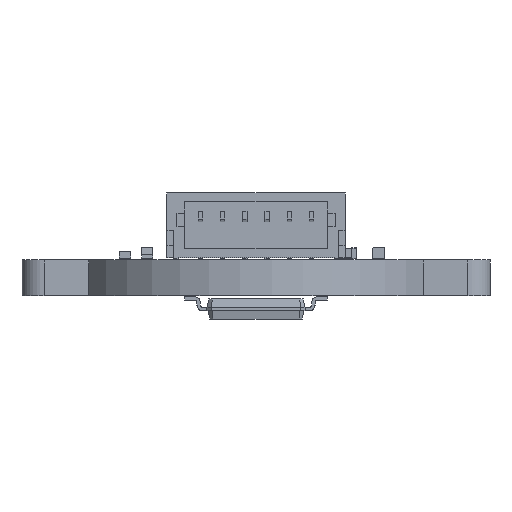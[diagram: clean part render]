
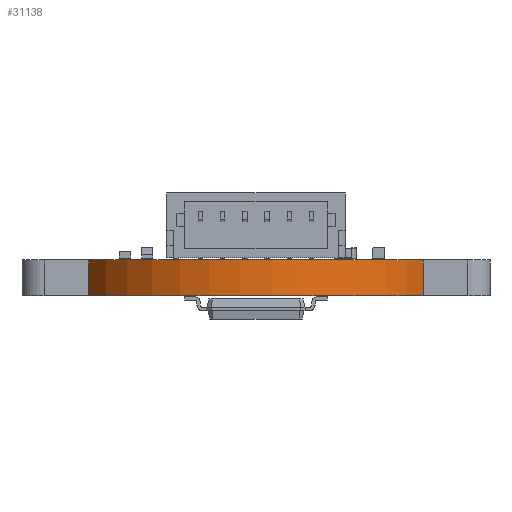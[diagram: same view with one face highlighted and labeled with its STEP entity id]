
A CAD part, front view. The second image highlights one B-rep face of the part: STEP entity #31138.
In plain terms, the highlighted cylindrical face has radius 8.5 mm (diameter 17 mm), a partial arc.
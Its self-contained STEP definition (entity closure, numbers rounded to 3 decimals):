
#29998 = PLANE('',#29999);
#29999 = AXIS2_PLACEMENT_3D('',#30000,#30001,#30002);
#30000 = CARTESIAN_POINT('',(0.,0.,1.6)
  );
#30001 = DIRECTION('',(-0.,-0.,-1.));
#30002 = DIRECTION('',(-1.,0.,0.));
#30052 = PLANE('',#30053);
#30053 = AXIS2_PLACEMENT_3D('',#30054,#30055,#30056);
#30054 = CARTESIAN_POINT('',(0.,0.,0.));
#30055 = DIRECTION('',(-0.,-0.,-1.));
#30056 = DIRECTION('',(-1.,0.,0.));
#30171 = PLANE('',#30172);
#30172 = AXIS2_PLACEMENT_3D('',#30173,#30174,#30175);
#30173 = CARTESIAN_POINT('',(9.5,-4.,0.));
#30174 = DIRECTION('',(0.,-1.,0.));
#30175 = DIRECTION('',(-1.,0.,0.));
#30242 = VERTEX_POINT('',#30243);
#30243 = CARTESIAN_POINT('',(7.5,-4.,0.));
#30264 = EDGE_CURVE('',#30265,#30242,#30267,.T.);
#30265 = VERTEX_POINT('',#30266);
#30266 = CARTESIAN_POINT('',(-7.5,-4.,0.));
#30267 = SURFACE_CURVE('',#30268,(#30273,#30284),.PCURVE_S1.);
#30268 = CIRCLE('',#30269,8.5);
#30269 = AXIS2_PLACEMENT_3D('',#30270,#30271,#30272);
#30270 = CARTESIAN_POINT('',(0.,0.,0.));
#30271 = DIRECTION('',(0.,0.,1.));
#30272 = DIRECTION('',(1.,0.,-0.));
#30273 = PCURVE('',#30052,#30274);
#30274 = DEFINITIONAL_REPRESENTATION('',(#30275),#30283);
#30275 = ( BOUNDED_CURVE() B_SPLINE_CURVE(2,(#30276,#30277,#30278,#30279
    ,#30280,#30281,#30282),.UNSPECIFIED.,.T.,.F.) 
B_SPLINE_CURVE_WITH_KNOTS((1,2,2,2,2,1),(-2.094,0.,
    2.094,4.189,6.283,8.378),
.UNSPECIFIED.) CURVE() GEOMETRIC_REPRESENTATION_ITEM() 
RATIONAL_B_SPLINE_CURVE((1.,0.5,1.,0.5,1.,0.5,1.)) REPRESENTATION_ITEM(
  '') );
#30276 = CARTESIAN_POINT('',(-8.5,0.));
#30277 = CARTESIAN_POINT('',(-8.5,14.722));
#30278 = CARTESIAN_POINT('',(4.25,7.361));
#30279 = CARTESIAN_POINT('',(17.,0.));
#30280 = CARTESIAN_POINT('',(4.25,-7.361));
#30281 = CARTESIAN_POINT('',(-8.5,-14.722));
#30282 = CARTESIAN_POINT('',(-8.5,0.));
#30283 = ( GEOMETRIC_REPRESENTATION_CONTEXT(2) 
PARAMETRIC_REPRESENTATION_CONTEXT() REPRESENTATION_CONTEXT('2D SPACE',''
  ) );
#30284 = PCURVE('',#30285,#30290);
#30285 = CYLINDRICAL_SURFACE('',#30286,8.5);
#30286 = AXIS2_PLACEMENT_3D('',#30287,#30288,#30289);
#30287 = CARTESIAN_POINT('',(0.,0.,0.));
#30288 = DIRECTION('',(-0.,-0.,-1.));
#30289 = DIRECTION('',(1.,0.,-0.));
#30290 = DEFINITIONAL_REPRESENTATION('',(#30291),#30295);
#30291 = LINE('',#30292,#30293);
#30292 = CARTESIAN_POINT('',(-0.,0.));
#30293 = VECTOR('',#30294,1.);
#30294 = DIRECTION('',(-1.,0.));
#30295 = ( GEOMETRIC_REPRESENTATION_CONTEXT(2) 
PARAMETRIC_REPRESENTATION_CONTEXT() REPRESENTATION_CONTEXT('2D SPACE',''
  ) );
#30313 = PLANE('',#30314);
#30314 = AXIS2_PLACEMENT_3D('',#30315,#30316,#30317);
#30315 = CARTESIAN_POINT('',(-7.5,-4.,0.));
#30316 = DIRECTION('',(0.,-1.,0.));
#30317 = DIRECTION('',(-1.,0.,0.));
#30683 = VERTEX_POINT('',#30684);
#30684 = CARTESIAN_POINT('',(7.5,-4.,1.6));
#30705 = EDGE_CURVE('',#30706,#30683,#30708,.T.);
#30706 = VERTEX_POINT('',#30707);
#30707 = CARTESIAN_POINT('',(-7.5,-4.,1.6));
#30708 = SURFACE_CURVE('',#30709,(#30714,#30725),.PCURVE_S1.);
#30709 = CIRCLE('',#30710,8.5);
#30710 = AXIS2_PLACEMENT_3D('',#30711,#30712,#30713);
#30711 = CARTESIAN_POINT('',(0.,0.,1.6));
#30712 = DIRECTION('',(0.,0.,1.));
#30713 = DIRECTION('',(1.,0.,-0.));
#30714 = PCURVE('',#29998,#30715);
#30715 = DEFINITIONAL_REPRESENTATION('',(#30716),#30724);
#30716 = ( BOUNDED_CURVE() B_SPLINE_CURVE(2,(#30717,#30718,#30719,#30720
    ,#30721,#30722,#30723),.UNSPECIFIED.,.T.,.F.) 
B_SPLINE_CURVE_WITH_KNOTS((1,2,2,2,2,1),(-2.094,0.,
    2.094,4.189,6.283,8.378),
.UNSPECIFIED.) CURVE() GEOMETRIC_REPRESENTATION_ITEM() 
RATIONAL_B_SPLINE_CURVE((1.,0.5,1.,0.5,1.,0.5,1.)) REPRESENTATION_ITEM(
  '') );
#30717 = CARTESIAN_POINT('',(-8.5,0.));
#30718 = CARTESIAN_POINT('',(-8.5,14.722));
#30719 = CARTESIAN_POINT('',(4.25,7.361));
#30720 = CARTESIAN_POINT('',(17.,0.));
#30721 = CARTESIAN_POINT('',(4.25,-7.361));
#30722 = CARTESIAN_POINT('',(-8.5,-14.722));
#30723 = CARTESIAN_POINT('',(-8.5,0.));
#30724 = ( GEOMETRIC_REPRESENTATION_CONTEXT(2) 
PARAMETRIC_REPRESENTATION_CONTEXT() REPRESENTATION_CONTEXT('2D SPACE',''
  ) );
#30725 = PCURVE('',#30285,#30726);
#30726 = DEFINITIONAL_REPRESENTATION('',(#30727),#30731);
#30727 = LINE('',#30728,#30729);
#30728 = CARTESIAN_POINT('',(-0.,-1.6));
#30729 = VECTOR('',#30730,1.);
#30730 = DIRECTION('',(-1.,0.));
#30731 = ( GEOMETRIC_REPRESENTATION_CONTEXT(2) 
PARAMETRIC_REPRESENTATION_CONTEXT() REPRESENTATION_CONTEXT('2D SPACE',''
  ) );
#31090 = EDGE_CURVE('',#30242,#30683,#31091,.T.);
#31091 = SURFACE_CURVE('',#31092,(#31096,#31103),.PCURVE_S1.);
#31092 = LINE('',#31093,#31094);
#31093 = CARTESIAN_POINT('',(7.5,-4.,0.));
#31094 = VECTOR('',#31095,1.);
#31095 = DIRECTION('',(0.,0.,1.));
#31096 = PCURVE('',#30171,#31097);
#31097 = DEFINITIONAL_REPRESENTATION('',(#31098),#31102);
#31098 = LINE('',#31099,#31100);
#31099 = CARTESIAN_POINT('',(2.,0.));
#31100 = VECTOR('',#31101,1.);
#31101 = DIRECTION('',(0.,-1.));
#31102 = ( GEOMETRIC_REPRESENTATION_CONTEXT(2) 
PARAMETRIC_REPRESENTATION_CONTEXT() REPRESENTATION_CONTEXT('2D SPACE',''
  ) );
#31103 = PCURVE('',#30285,#31104);
#31104 = DEFINITIONAL_REPRESENTATION('',(#31105),#31109);
#31105 = LINE('',#31106,#31107);
#31106 = CARTESIAN_POINT('',(-5.793,0.));
#31107 = VECTOR('',#31108,1.);
#31108 = DIRECTION('',(-0.,-1.));
#31109 = ( GEOMETRIC_REPRESENTATION_CONTEXT(2) 
PARAMETRIC_REPRESENTATION_CONTEXT() REPRESENTATION_CONTEXT('2D SPACE',''
  ) );
#31138 = ADVANCED_FACE('',(#31139),#30285,.T.);
#31139 = FACE_BOUND('',#31140,.F.);
#31140 = EDGE_LOOP('',(#31141,#31162,#31163,#31164));
#31141 = ORIENTED_EDGE('',*,*,#31142,.T.);
#31142 = EDGE_CURVE('',#30265,#30706,#31143,.T.);
#31143 = SURFACE_CURVE('',#31144,(#31148,#31155),.PCURVE_S1.);
#31144 = LINE('',#31145,#31146);
#31145 = CARTESIAN_POINT('',(-7.5,-4.,0.));
#31146 = VECTOR('',#31147,1.);
#31147 = DIRECTION('',(0.,0.,1.));
#31148 = PCURVE('',#30285,#31149);
#31149 = DEFINITIONAL_REPRESENTATION('',(#31150),#31154);
#31150 = LINE('',#31151,#31152);
#31151 = CARTESIAN_POINT('',(-3.632,0.));
#31152 = VECTOR('',#31153,1.);
#31153 = DIRECTION('',(-0.,-1.));
#31154 = ( GEOMETRIC_REPRESENTATION_CONTEXT(2) 
PARAMETRIC_REPRESENTATION_CONTEXT() REPRESENTATION_CONTEXT('2D SPACE',''
  ) );
#31155 = PCURVE('',#30313,#31156);
#31156 = DEFINITIONAL_REPRESENTATION('',(#31157),#31161);
#31157 = LINE('',#31158,#31159);
#31158 = CARTESIAN_POINT('',(0.,0.));
#31159 = VECTOR('',#31160,1.);
#31160 = DIRECTION('',(0.,-1.));
#31161 = ( GEOMETRIC_REPRESENTATION_CONTEXT(2) 
PARAMETRIC_REPRESENTATION_CONTEXT() REPRESENTATION_CONTEXT('2D SPACE',''
  ) );
#31162 = ORIENTED_EDGE('',*,*,#30705,.T.);
#31163 = ORIENTED_EDGE('',*,*,#31090,.F.);
#31164 = ORIENTED_EDGE('',*,*,#30264,.F.);
